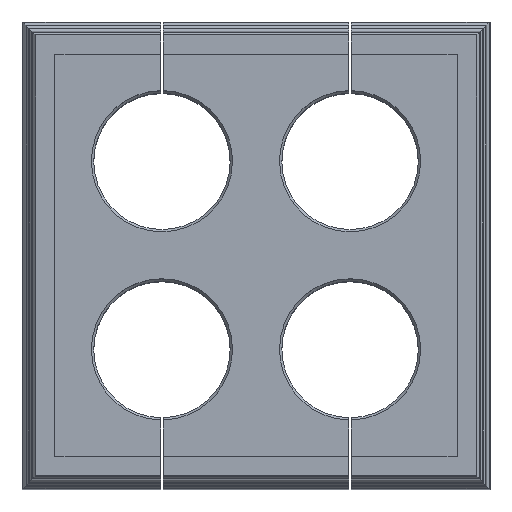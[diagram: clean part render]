
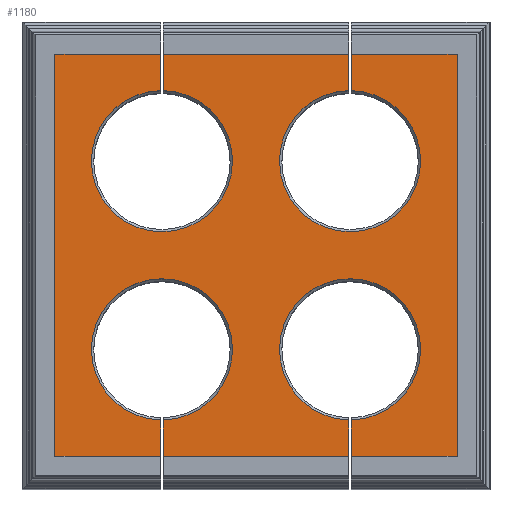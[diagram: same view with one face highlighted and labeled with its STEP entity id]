
A CAD part, top view. The second image highlights one B-rep face of the part: STEP entity #1180.
In plain terms, the highlighted planar face has unit normal (0, 0, 1).
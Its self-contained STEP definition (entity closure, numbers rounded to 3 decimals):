
#197=FACE_OUTER_BOUND('',#1578,.T.);
#365=LINE('',#5029,#763);
#368=LINE('',#5035,#766);
#457=LINE('',#5218,#855);
#460=LINE('',#5224,#858);
#592=LINE('',#5599,#990);
#593=LINE('',#5601,#991);
#594=LINE('',#5603,#992);
#595=LINE('',#5604,#993);
#596=LINE('',#5605,#994);
#597=LINE('',#5606,#995);
#598=LINE('',#5607,#996);
#599=LINE('',#5609,#997);
#600=LINE('',#5611,#998);
#601=LINE('',#5612,#999);
#602=LINE('',#5613,#1000);
#603=LINE('',#5614,#1001);
#763=VECTOR('',#4030,1.);
#766=VECTOR('',#4035,1.);
#855=VECTOR('',#4170,1.);
#858=VECTOR('',#4175,1.);
#990=VECTOR('',#4535,1.);
#991=VECTOR('',#4536,1.);
#992=VECTOR('',#4537,1.);
#993=VECTOR('',#4538,1.);
#994=VECTOR('',#4539,1.);
#995=VECTOR('',#4540,1.);
#996=VECTOR('',#4541,1.);
#997=VECTOR('',#4542,1.);
#998=VECTOR('',#4543,1.);
#999=VECTOR('',#4544,1.);
#1000=VECTOR('',#4545,1.);
#1001=VECTOR('',#4546,1.);
#1180=ADVANCED_FACE('',(#197),#1340,.T.);
#1340=PLANE('',#3785);
#1384=CIRCLE('',#3678,3.);
#1396=CIRCLE('',#3696,3.);
#1408=CIRCLE('',#3714,3.);
#1420=CIRCLE('',#3732,3.);
#1578=EDGE_LOOP('',(#2173,#2174,#2175,#2176,#2177,#2178,#2179,#2180,#2181,
#2182,#2183,#2184,#2185,#2186,#2187,#2188,#2189,#2190,#2191,#2192));
#2173=ORIENTED_EDGE('',*,*,#3413,.F.);
#2174=ORIENTED_EDGE('',*,*,#3414,.T.);
#2175=ORIENTED_EDGE('',*,*,#3415,.T.);
#2176=ORIENTED_EDGE('',*,*,#3229,.T.);
#2177=ORIENTED_EDGE('',*,*,#3416,.T.);
#2178=ORIENTED_EDGE('',*,*,#3277,.T.);
#2179=ORIENTED_EDGE('',*,*,#3417,.F.);
#2180=ORIENTED_EDGE('',*,*,#3232,.T.);
#2181=ORIENTED_EDGE('',*,*,#3418,.T.);
#2182=ORIENTED_EDGE('',*,*,#3325,.T.);
#2183=ORIENTED_EDGE('',*,*,#3419,.F.);
#2184=ORIENTED_EDGE('',*,*,#3420,.T.);
#2185=ORIENTED_EDGE('',*,*,#3421,.T.);
#2186=ORIENTED_EDGE('',*,*,#3140,.T.);
#2187=ORIENTED_EDGE('',*,*,#3422,.T.);
#2188=ORIENTED_EDGE('',*,*,#3301,.T.);
#2189=ORIENTED_EDGE('',*,*,#3423,.F.);
#2190=ORIENTED_EDGE('',*,*,#3137,.T.);
#2191=ORIENTED_EDGE('',*,*,#3424,.T.);
#2192=ORIENTED_EDGE('',*,*,#3253,.T.);
#2772=VERTEX_POINT('',#5028);
#2773=VERTEX_POINT('',#5030);
#2774=VERTEX_POINT('',#5034);
#2775=VERTEX_POINT('',#5036);
#2844=VERTEX_POINT('',#5216);
#2846=VERTEX_POINT('',#5219);
#2848=VERTEX_POINT('',#5225);
#2849=VERTEX_POINT('',#5226);
#2864=VERTEX_POINT('',#5266);
#2866=VERTEX_POINT('',#5269);
#2888=VERTEX_POINT('',#5320);
#2890=VERTEX_POINT('',#5323);
#2912=VERTEX_POINT('',#5374);
#2914=VERTEX_POINT('',#5377);
#2936=VERTEX_POINT('',#5428);
#2938=VERTEX_POINT('',#5431);
#2977=VERTEX_POINT('',#5600);
#2978=VERTEX_POINT('',#5602);
#2979=VERTEX_POINT('',#5608);
#2980=VERTEX_POINT('',#5610);
#3137=EDGE_CURVE('',#2773,#2772,#365,.T.);
#3140=EDGE_CURVE('',#2775,#2774,#368,.T.);
#3229=EDGE_CURVE('',#2846,#2844,#457,.T.);
#3232=EDGE_CURVE('',#2848,#2849,#460,.T.);
#3253=EDGE_CURVE('',#2866,#2864,#1384,.T.);
#3277=EDGE_CURVE('',#2890,#2888,#1396,.T.);
#3301=EDGE_CURVE('',#2914,#2912,#1408,.T.);
#3325=EDGE_CURVE('',#2938,#2936,#1420,.T.);
#3413=EDGE_CURVE('',#2977,#2864,#592,.T.);
#3414=EDGE_CURVE('',#2977,#2978,#593,.T.);
#3415=EDGE_CURVE('',#2978,#2846,#594,.T.);
#3416=EDGE_CURVE('',#2844,#2890,#595,.T.);
#3417=EDGE_CURVE('',#2848,#2888,#596,.T.);
#3418=EDGE_CURVE('',#2849,#2938,#597,.T.);
#3419=EDGE_CURVE('',#2979,#2936,#598,.T.);
#3420=EDGE_CURVE('',#2979,#2980,#599,.T.);
#3421=EDGE_CURVE('',#2980,#2775,#600,.T.);
#3422=EDGE_CURVE('',#2774,#2914,#601,.T.);
#3423=EDGE_CURVE('',#2773,#2912,#602,.T.);
#3424=EDGE_CURVE('',#2772,#2866,#603,.T.);
#3678=AXIS2_PLACEMENT_3D('',#5268,#4208,#4209);
#3696=AXIS2_PLACEMENT_3D('',#5322,#4256,#4257);
#3714=AXIS2_PLACEMENT_3D('',#5376,#4304,#4305);
#3732=AXIS2_PLACEMENT_3D('',#5430,#4352,#4353);
#3785=AXIS2_PLACEMENT_3D('',#5615,#4547,#4548);
#4030=DIRECTION('',(-1.,0.,0.));
#4035=DIRECTION('',(-1.,0.,0.));
#4170=DIRECTION('',(1.,0.,0.));
#4175=DIRECTION('',(1.,0.,0.));
#4208=DIRECTION('',(0.,0.,-1.));
#4209=DIRECTION('',(1.,0.,0.));
#4256=DIRECTION('',(0.,0.,-1.));
#4257=DIRECTION('',(1.,0.,0.));
#4304=DIRECTION('',(0.,0.,-1.));
#4305=DIRECTION('',(1.,0.,0.));
#4352=DIRECTION('',(0.,0.,-1.));
#4353=DIRECTION('',(1.,0.,0.));
#4535=DIRECTION('',(0.,-1.,0.));
#4536=DIRECTION('',(-1.,0.,0.));
#4537=DIRECTION('',(0.,-1.,0.));
#4538=DIRECTION('',(0.,1.,0.));
#4539=DIRECTION('',(0.,1.,0.));
#4540=DIRECTION('',(0.,1.,0.));
#4541=DIRECTION('',(0.,1.,0.));
#4542=DIRECTION('',(1.,0.,0.));
#4543=DIRECTION('',(0.,1.,0.));
#4544=DIRECTION('',(0.,-1.,0.));
#4545=DIRECTION('',(0.,-1.,0.));
#4546=DIRECTION('',(0.,-1.,0.));
#4547=DIRECTION('',(0.,0.,1.));
#4548=DIRECTION('',(-1.,0.,0.));
#5028=CARTESIAN_POINT('',(-3.95,8.55,17.7));
#5029=CARTESIAN_POINT('',(8.55,8.55,17.7));
#5030=CARTESIAN_POINT('',(3.95,8.55,17.7));
#5034=CARTESIAN_POINT('',(4.05,8.55,17.7));
#5035=CARTESIAN_POINT('',(8.55,8.55,17.7));
#5036=CARTESIAN_POINT('',(8.55,8.55,17.7));
#5216=CARTESIAN_POINT('',(-4.05,-8.55,17.7));
#5218=CARTESIAN_POINT('',(-8.55,-8.55,17.7));
#5219=CARTESIAN_POINT('',(-8.55,-8.55,17.7));
#5224=CARTESIAN_POINT('',(-8.55,-8.55,17.7));
#5225=CARTESIAN_POINT('',(-3.95,-8.55,17.7));
#5226=CARTESIAN_POINT('',(3.95,-8.55,17.7));
#5266=CARTESIAN_POINT('',(-4.05,7.,17.7));
#5268=CARTESIAN_POINT('',(-4.,4.,17.7));
#5269=CARTESIAN_POINT('',(-3.95,7.,17.7));
#5320=CARTESIAN_POINT('',(-3.95,-7.,17.7));
#5322=CARTESIAN_POINT('',(-4.,-4.,17.7));
#5323=CARTESIAN_POINT('',(-4.05,-7.,17.7));
#5374=CARTESIAN_POINT('',(3.95,7.,17.7));
#5376=CARTESIAN_POINT('',(4.,4.,17.7));
#5377=CARTESIAN_POINT('',(4.05,7.,17.7));
#5428=CARTESIAN_POINT('',(4.05,-7.,17.7));
#5430=CARTESIAN_POINT('',(4.,-4.,17.7));
#5431=CARTESIAN_POINT('',(3.95,-7.,17.7));
#5599=CARTESIAN_POINT('',(-4.05,0.,17.7));
#5600=CARTESIAN_POINT('',(-4.05,8.55,17.7));
#5601=CARTESIAN_POINT('',(8.55,8.55,17.7));
#5602=CARTESIAN_POINT('',(-8.55,8.55,17.7));
#5603=CARTESIAN_POINT('',(-8.55,8.55,17.7));
#5604=CARTESIAN_POINT('',(-4.05,0.,17.7));
#5605=CARTESIAN_POINT('',(-3.95,0.,17.7));
#5606=CARTESIAN_POINT('',(3.95,0.,17.7));
#5607=CARTESIAN_POINT('',(4.05,0.,17.7));
#5608=CARTESIAN_POINT('',(4.05,-8.55,17.7));
#5609=CARTESIAN_POINT('',(-8.55,-8.55,17.7));
#5610=CARTESIAN_POINT('',(8.55,-8.55,17.7));
#5611=CARTESIAN_POINT('',(8.55,-8.55,17.7));
#5612=CARTESIAN_POINT('',(4.05,0.,17.7));
#5613=CARTESIAN_POINT('',(3.95,0.,17.7));
#5614=CARTESIAN_POINT('',(-3.95,0.,17.7));
#5615=CARTESIAN_POINT('',(0.,0.,17.7));
